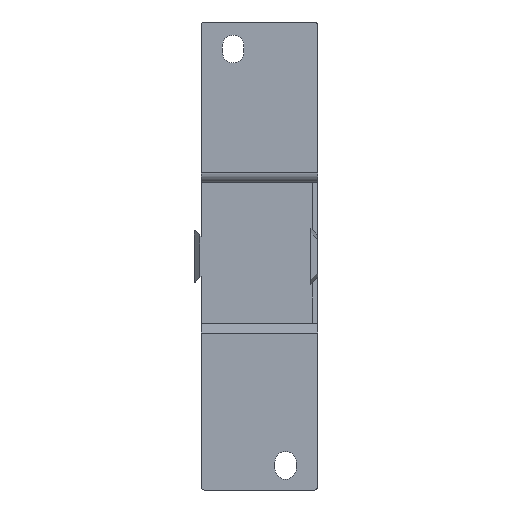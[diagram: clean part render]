
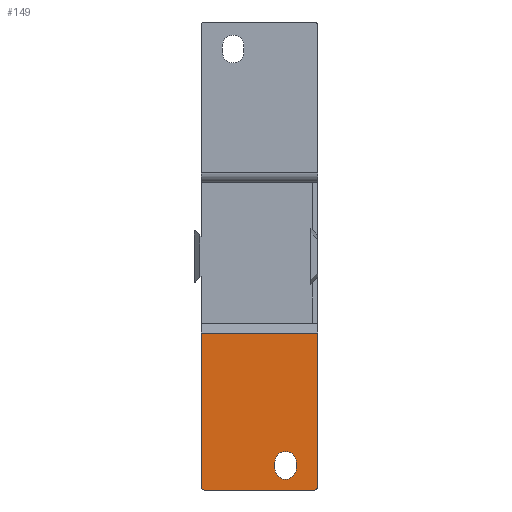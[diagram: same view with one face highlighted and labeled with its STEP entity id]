
A CAD part, front view. The second image highlights one B-rep face of the part: STEP entity #149.
In plain terms, the highlighted planar face has unit normal (0, -1, 0).
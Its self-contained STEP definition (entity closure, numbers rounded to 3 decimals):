
#149=ADVANCED_FACE('',(#445,#446),#447,.F.);
#445=FACE_OUTER_BOUND('',#940,.T.);
#446=FACE_BOUND('',#941,.T.);
#447=PLANE('',#942);
#940=EDGE_LOOP('',(#2058,#2059,#2060,#2061,#2062,#2063));
#941=EDGE_LOOP('',(#2064,#2065,#2066,#2067,#2068,#2069));
#942=AXIS2_PLACEMENT_3D('',#2070,#2071,#2072);
#2058=ORIENTED_EDGE('',*,*,#3547,.F.);
#2059=ORIENTED_EDGE('',*,*,#3792,.F.);
#2060=ORIENTED_EDGE('',*,*,#3649,.F.);
#2061=ORIENTED_EDGE('',*,*,#3793,.F.);
#2062=ORIENTED_EDGE('',*,*,#3690,.T.);
#2063=ORIENTED_EDGE('',*,*,#3794,.F.);
#2064=ORIENTED_EDGE('',*,*,#3795,.F.);
#2065=ORIENTED_EDGE('',*,*,#3479,.F.);
#2066=ORIENTED_EDGE('',*,*,#3796,.F.);
#2067=ORIENTED_EDGE('',*,*,#3797,.F.);
#2068=ORIENTED_EDGE('',*,*,#3798,.F.);
#2069=ORIENTED_EDGE('',*,*,#3518,.F.);
#2070=CARTESIAN_POINT('',(13.843,-25.4,54.926));
#2071=DIRECTION('',(0.0,1.0,0.));
#2072=DIRECTION('',(0.0,0.,-1.0));
#3479=EDGE_CURVE('',#4255,#4258,#4259,.T.);
#3518=EDGE_CURVE('',#4331,#4332,#4333,.T.);
#3547=EDGE_CURVE('',#4384,#4386,#4387,.T.);
#3649=EDGE_CURVE('',#4571,#4573,#4574,.T.);
#3690=EDGE_CURVE('',#4644,#4642,#4645,.T.);
#3792=EDGE_CURVE('',#4573,#4384,#4814,.T.);
#3793=EDGE_CURVE('',#4644,#4571,#4815,.T.);
#3794=EDGE_CURVE('',#4386,#4642,#4816,.T.);
#3795=EDGE_CURVE('',#4258,#4331,#4817,.T.);
#3796=EDGE_CURVE('',#4818,#4255,#4819,.T.);
#3797=EDGE_CURVE('',#4820,#4818,#4821,.T.);
#3798=EDGE_CURVE('',#4332,#4820,#4822,.T.);
#4255=VERTEX_POINT('',#5386);
#4258=VERTEX_POINT('',#5390);
#4259=CIRCLE('',#5391,2.54);
#4331=VERTEX_POINT('',#5500);
#4332=VERTEX_POINT('',#5501);
#4333=CIRCLE('',#5502,2.54);
#4384=VERTEX_POINT('',#5591);
#4386=VERTEX_POINT('',#5594);
#4387=LINE('',#5595,#5596);
#4571=VERTEX_POINT('',#5890);
#4573=VERTEX_POINT('',#5893);
#4574=LINE('',#5894,#5895);
#4642=VERTEX_POINT('',#5984);
#4644=VERTEX_POINT('',#5987);
#4645=LINE('',#5988,#5989);
#4814=CIRCLE('',#6240,0.762);
#4815=LINE('',#6241,#6242);
#4816=CIRCLE('',#6243,0.762);
#4817=LINE('',#6244,#6245);
#4818=VERTEX_POINT('',#6246);
#4819=CIRCLE('',#6247,2.54);
#4820=VERTEX_POINT('',#6248);
#4821=LINE('',#6249,#6250);
#4822=CIRCLE('',#6251,2.54);
#5386=CARTESIAN_POINT('',(6.223,-25.4,-53.01));
#5390=CARTESIAN_POINT('',(8.763,-25.4,-50.47));
#5391=AXIS2_PLACEMENT_3D('',#7687,#7688,#7689);
#5500=CARTESIAN_POINT('',(8.763,-25.4,-48.946));
#5501=CARTESIAN_POINT('',(6.223,-25.4,-46.406));
#5502=AXIS2_PLACEMENT_3D('',#7764,#7765,#7766);
#5591=CARTESIAN_POINT('',(13.081,-25.4,-55.55));
#5594=CARTESIAN_POINT('',(-13.081,-25.4,-55.55));
#5595=CARTESIAN_POINT('',(23.549,-25.4,-55.55));
#5596=VECTOR('',#7810,1000.0);
#5890=CARTESIAN_POINT('',(13.843,-25.4,-18.296));
#5893=CARTESIAN_POINT('',(13.843,-25.4,-54.788));
#5894=CARTESIAN_POINT('',(13.843,-25.4,54.926));
#5895=VECTOR('',#7949,1000.0);
#5984=CARTESIAN_POINT('',(-13.843,-25.4,-54.788));
#5987=CARTESIAN_POINT('',(-13.843,-25.4,-18.296));
#5988=CARTESIAN_POINT('',(-13.843,-25.4,54.926));
#5989=VECTOR('',#8026,1000.0);
#6240=AXIS2_PLACEMENT_3D('',#8176,#8177,#8178);
#6241=CARTESIAN_POINT('',(-14.605,-25.4,-18.296));
#6242=VECTOR('',#8179,1000.0);
#6243=AXIS2_PLACEMENT_3D('',#8180,#8181,#8182);
#6244=CARTESIAN_POINT('',(8.763,-25.4,-50.47));
#6245=VECTOR('',#8183,1000.0);
#6246=CARTESIAN_POINT('',(3.683,-25.4,-50.47));
#6247=AXIS2_PLACEMENT_3D('',#8184,#8185,#8186);
#6248=CARTESIAN_POINT('',(3.683,-25.4,-48.946));
#6249=CARTESIAN_POINT('',(3.683,-25.4,-50.47));
#6250=VECTOR('',#8187,1000.0);
#6251=AXIS2_PLACEMENT_3D('',#8188,#8189,#8190);
#7687=CARTESIAN_POINT('',(6.223,-25.4,-50.47));
#7688=DIRECTION('',(0.0,-1.0,0.0));
#7689=DIRECTION('',(0.0,0.0,1.0));
#7764=CARTESIAN_POINT('',(6.223,-25.4,-48.946));
#7765=DIRECTION('',(0.0,-1.0,0.0));
#7766=DIRECTION('',(0.0,0.0,1.0));
#7810=DIRECTION('',(-1.0,-0.0,-0.0));
#7949=DIRECTION('',(0.0,0.,-1.0));
#8026=DIRECTION('',(0.0,0.,-1.0));
#8176=CARTESIAN_POINT('',(13.081,-25.4,-54.788));
#8177=DIRECTION('',(0.0,1.0,0.0));
#8178=DIRECTION('',(0.0,0.0,1.0));
#8179=DIRECTION('',(1.0,-0.0,-0.0));
#8180=CARTESIAN_POINT('',(-13.081,-25.4,-54.788));
#8181=DIRECTION('',(0.0,1.0,0.0));
#8182=DIRECTION('',(0.0,0.0,1.0));
#8183=DIRECTION('',(0.0,0.,1.0));
#8184=CARTESIAN_POINT('',(6.223,-25.4,-50.47));
#8185=DIRECTION('',(0.0,-1.0,0.0));
#8186=DIRECTION('',(0.0,0.0,1.0));
#8187=DIRECTION('',(0.0,0.,-1.0));
#8188=CARTESIAN_POINT('',(6.223,-25.4,-48.946));
#8189=DIRECTION('',(0.0,-1.0,0.0));
#8190=DIRECTION('',(0.0,0.0,1.0));
